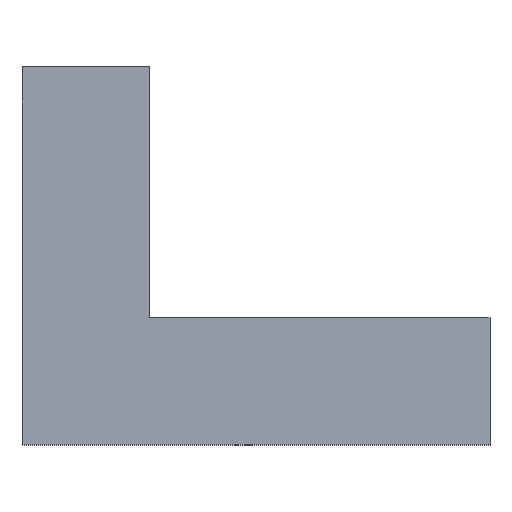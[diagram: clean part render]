
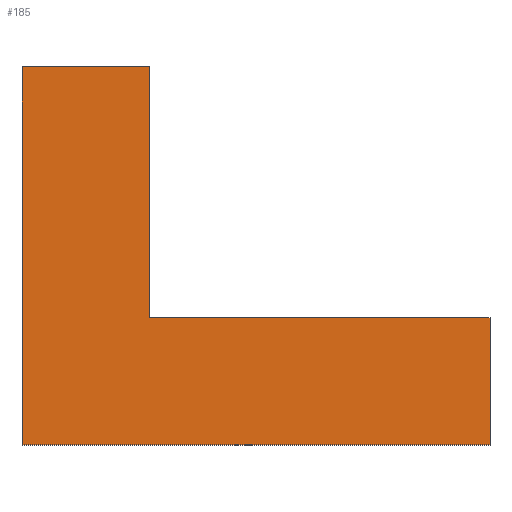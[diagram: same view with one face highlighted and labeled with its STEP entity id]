
A CAD part, top view. The second image highlights one B-rep face of the part: STEP entity #185.
In plain terms, the highlighted planar face has unit normal (0, 0.003, 1).
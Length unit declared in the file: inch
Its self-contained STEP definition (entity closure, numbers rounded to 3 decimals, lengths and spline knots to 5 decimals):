
#19=FACE_OUTER_BOUND('',#29,.T.);
#29=EDGE_LOOP('',(#141,#142,#143,#144,#145,#146));
#35=LINE('',#265,#59);
#45=LINE('',#285,#69);
#48=LINE('',#291,#72);
#49=LINE('',#293,#73);
#50=LINE('',#295,#74);
#51=LINE('',#296,#75);
#59=VECTOR('',#219,0.3937);
#69=VECTOR('',#235,0.3937);
#72=VECTOR('',#240,0.3937);
#73=VECTOR('',#241,0.3937);
#74=VECTOR('',#242,0.3937);
#75=VECTOR('',#243,0.3937);
#83=VERTEX_POINT('',#263);
#84=VERTEX_POINT('',#264);
#91=VERTEX_POINT('',#284);
#93=VERTEX_POINT('',#290);
#94=VERTEX_POINT('',#292);
#95=VERTEX_POINT('',#294);
#99=EDGE_CURVE('',#83,#84,#35,.T.);
#109=EDGE_CURVE('',#91,#83,#45,.T.);
#112=EDGE_CURVE('',#84,#93,#48,.T.);
#113=EDGE_CURVE('',#93,#94,#49,.T.);
#114=EDGE_CURVE('',#94,#95,#50,.T.);
#115=EDGE_CURVE('',#95,#91,#51,.T.);
#141=ORIENTED_EDGE('',*,*,#99,.T.);
#142=ORIENTED_EDGE('',*,*,#112,.T.);
#143=ORIENTED_EDGE('',*,*,#113,.T.);
#144=ORIENTED_EDGE('',*,*,#114,.T.);
#145=ORIENTED_EDGE('',*,*,#115,.T.);
#146=ORIENTED_EDGE('',*,*,#109,.T.);
#175=PLANE('',#209);
#185=ADVANCED_FACE('',(#19),#175,.T.);
#209=AXIS2_PLACEMENT_3D('',#289,#238,#239);
#219=DIRECTION('',(-1.,0.,0.));
#235=DIRECTION('',(0.,1.,-0.003));
#238=DIRECTION('center_axis',(0.,0.003,1.));
#239=DIRECTION('ref_axis',(1.,0.,0.));
#240=DIRECTION('',(0.,-1.,0.003));
#241=DIRECTION('',(1.,0.,0.));
#242=DIRECTION('',(0.,1.,-0.003));
#243=DIRECTION('',(-1.,0.,0.));
#263=CARTESIAN_POINT('',(-363.625,26.56545,3.48738));
#264=CARTESIAN_POINT('',(-371.125,26.56545,3.48738));
#265=CARTESIAN_POINT('',(-369.25,26.56545,3.48738));
#284=CARTESIAN_POINT('',(-363.625,11.76328,3.53669));
#285=CARTESIAN_POINT('',(-363.625,23.13815,3.4988));
#289=CARTESIAN_POINT('Origin',(-367.375,19.21291,3.51188));
#290=CARTESIAN_POINT('',(-371.125,4.26332,3.56168));
#291=CARTESIAN_POINT('',(-371.125,23.13149,3.49882));
#292=CARTESIAN_POINT('',(-343.5,4.26332,3.56168));
#293=CARTESIAN_POINT('',(0.,4.26332,3.56168));
#294=CARTESIAN_POINT('',(-343.5,11.76328,3.53669));
#295=CARTESIAN_POINT('',(-343.5,6.13831,3.55543));
#296=CARTESIAN_POINT('',(0.,11.76328,3.53669));
